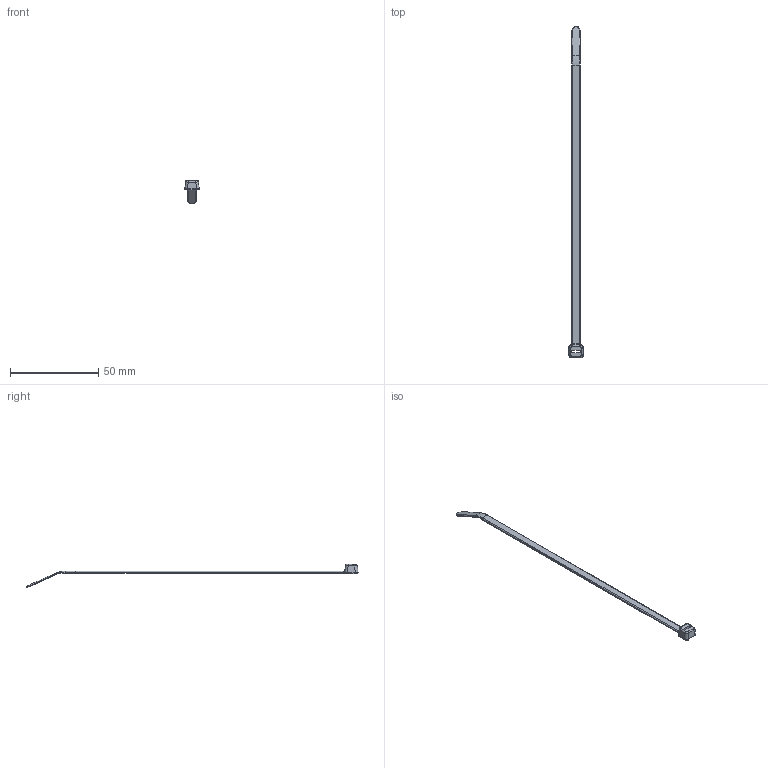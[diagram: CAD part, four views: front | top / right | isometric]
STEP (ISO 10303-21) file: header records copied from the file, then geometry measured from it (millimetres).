
FILE_DESCRIPTION(/* description */ (''),/* implementation_level */ '2;1');
FILE_NAME(/* name */ 'PANDUIT_PLT2S.stp',/* time_stamp */ '2014-10-24T12:19:24-05:00',/* author */ (''),/* organization */ (''),/* preprocessor_version */ 'ST-DEVELOPER v11',/* originating_system */ 'SIEMENS PLM Software NX 7.5',/* authorisation */ '');
FILE_SCHEMA (('CONFIG_CONTROL_DESIGN'));
Length unit declared in the file: inch
Products named in the file (1): bwg1CECylci
Bounding box: 8.13 x 187.96 x 13.44 mm (x, y, z)
Volume: 1209.6 mm3; surface area: 2522 mm2
Topology: 2 solids, 2 shells, 184 faces, 449 edges, 262 vertices
Faces by surface type: cylinder 66, plane 59, bspline 45, torus 9, sphere 4, extrusion 1
Entity records: 6267 total; most frequent: CARTESIAN_POINT 2065, ORIENTED_EDGE 886, DIRECTION 858, EDGE_CURVE 443, AXIS2_PLACEMENT_3D 332, VERTEX_POINT 262, VECTOR 194, LINE 193
